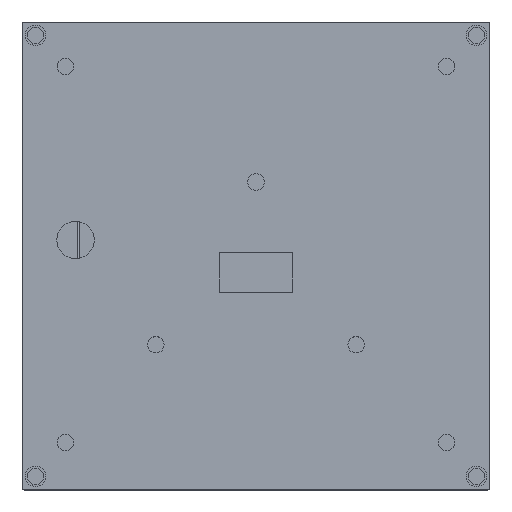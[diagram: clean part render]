
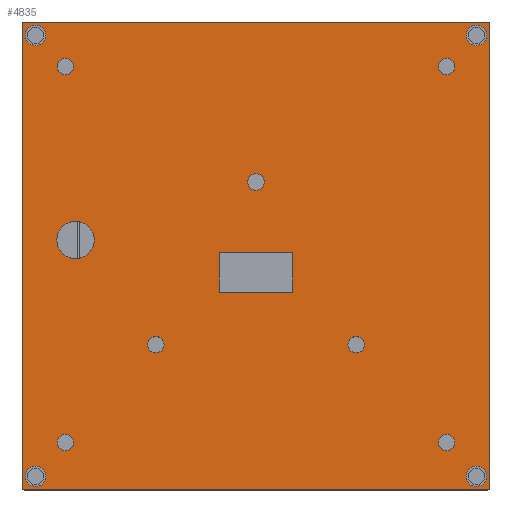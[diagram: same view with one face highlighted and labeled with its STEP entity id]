
A CAD part, top view. The second image highlights one B-rep face of the part: STEP entity #4835.
In plain terms, the highlighted planar face has unit normal (0, 0, 1).
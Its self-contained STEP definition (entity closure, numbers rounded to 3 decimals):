
#72=FACE_BOUND('',#737,.T.);
#73=FACE_BOUND('',#738,.T.);
#74=FACE_BOUND('',#739,.T.);
#75=FACE_BOUND('',#740,.T.);
#76=FACE_BOUND('',#741,.T.);
#77=FACE_BOUND('',#742,.T.);
#78=FACE_BOUND('',#743,.T.);
#79=FACE_BOUND('',#744,.T.);
#80=FACE_BOUND('',#745,.T.);
#81=FACE_BOUND('',#746,.T.);
#82=FACE_BOUND('',#747,.T.);
#83=FACE_BOUND('',#748,.T.);
#84=FACE_BOUND('',#749,.T.);
#199=PLANE('',#5280);
#448=FACE_OUTER_BOUND('',#736,.T.);
#736=EDGE_LOOP('',(#4285,#4286,#4287,#4288,#4289,#4290,#4291,#4292));
#737=EDGE_LOOP('',(#4293));
#738=EDGE_LOOP('',(#4294,#4295,#4296,#4297));
#739=EDGE_LOOP('',(#4298));
#740=EDGE_LOOP('',(#4299));
#741=EDGE_LOOP('',(#4300));
#742=EDGE_LOOP('',(#4301));
#743=EDGE_LOOP('',(#4302));
#744=EDGE_LOOP('',(#4303));
#745=EDGE_LOOP('',(#4304));
#746=EDGE_LOOP('',(#4305));
#747=EDGE_LOOP('',(#4306));
#748=EDGE_LOOP('',(#4307));
#749=EDGE_LOOP('',(#4308));
#1153=LINE('',#7784,#1665);
#1156=LINE('',#7789,#1668);
#1163=LINE('',#7839,#1675);
#1169=LINE('',#7854,#1681);
#1173=LINE('',#7866,#1685);
#1174=LINE('',#7868,#1686);
#1186=LINE('',#7914,#1698);
#1187=LINE('',#7916,#1699);
#1665=VECTOR('',#6342,10.);
#1668=VECTOR('',#6347,10.);
#1675=VECTOR('',#6394,10.);
#1681=VECTOR('',#6410,10.);
#1685=VECTOR('',#6424,10.);
#1686=VECTOR('',#6427,10.);
#1698=VECTOR('',#6485,10.);
#1699=VECTOR('',#6488,10.);
#1968=CIRCLE('',#5226,0.6);
#1985=CIRCLE('',#5246,0.6);
#1986=CIRCLE('',#5248,0.6);
#1987=CIRCLE('',#5251,0.6);
#1988=CIRCLE('',#5253,5.);
#1989=CIRCLE('',#5257,2.2);
#1990=CIRCLE('',#5259,2.2);
#1991=CIRCLE('',#5261,2.2);
#1992=CIRCLE('',#5263,2.2);
#1993=CIRCLE('',#5265,2.2);
#1994=CIRCLE('',#5267,2.2);
#1995=CIRCLE('',#5269,2.2);
#1996=CIRCLE('',#5271,2.74);
#1997=CIRCLE('',#5273,2.74);
#1998=CIRCLE('',#5275,2.74);
#1999=CIRCLE('',#5277,2.74);
#2331=VERTEX_POINT('',#7781);
#2332=VERTEX_POINT('',#7783);
#2333=VERTEX_POINT('',#7787);
#2334=VERTEX_POINT('',#7791);
#2335=VERTEX_POINT('',#7792);
#2356=VERTEX_POINT('',#7838);
#2357=VERTEX_POINT('',#7842);
#2358=VERTEX_POINT('',#7846);
#2359=VERTEX_POINT('',#7847);
#2360=VERTEX_POINT('',#7852);
#2361=VERTEX_POINT('',#7856);
#2362=VERTEX_POINT('',#7860);
#2363=VERTEX_POINT('',#7864);
#2364=VERTEX_POINT('',#7870);
#2365=VERTEX_POINT('',#7874);
#2366=VERTEX_POINT('',#7878);
#2367=VERTEX_POINT('',#7882);
#2368=VERTEX_POINT('',#7886);
#2369=VERTEX_POINT('',#7890);
#2370=VERTEX_POINT('',#7894);
#2371=VERTEX_POINT('',#7898);
#2372=VERTEX_POINT('',#7902);
#2373=VERTEX_POINT('',#7906);
#2374=VERTEX_POINT('',#7910);
#2966=EDGE_CURVE('',#2332,#2331,#1153,.T.);
#2969=EDGE_CURVE('',#2331,#2333,#1156,.T.);
#2970=EDGE_CURVE('',#2334,#2335,#1968,.T.);
#2993=EDGE_CURVE('',#2356,#2335,#1163,.T.);
#2995=EDGE_CURVE('',#2356,#2357,#1985,.T.);
#2997=EDGE_CURVE('',#2358,#2359,#1986,.T.);
#3001=EDGE_CURVE('',#2358,#2360,#1169,.T.);
#3002=EDGE_CURVE('',#2361,#2360,#1987,.T.);
#3004=EDGE_CURVE('',#2362,#2362,#1988,.T.);
#3007=EDGE_CURVE('',#2333,#2363,#1173,.T.);
#3008=EDGE_CURVE('',#2363,#2332,#1174,.T.);
#3009=EDGE_CURVE('',#2364,#2364,#1989,.T.);
#3011=EDGE_CURVE('',#2365,#2365,#1990,.T.);
#3013=EDGE_CURVE('',#2366,#2366,#1991,.T.);
#3015=EDGE_CURVE('',#2367,#2367,#1992,.T.);
#3017=EDGE_CURVE('',#2368,#2368,#1993,.T.);
#3019=EDGE_CURVE('',#2369,#2369,#1994,.T.);
#3021=EDGE_CURVE('',#2370,#2370,#1995,.T.);
#3024=EDGE_CURVE('',#2371,#2371,#1996,.T.);
#3026=EDGE_CURVE('',#2372,#2372,#1997,.T.);
#3028=EDGE_CURVE('',#2373,#2373,#1998,.T.);
#3030=EDGE_CURVE('',#2374,#2374,#1999,.T.);
#3031=EDGE_CURVE('',#2334,#2359,#1186,.T.);
#3032=EDGE_CURVE('',#2361,#2357,#1187,.T.);
#4285=ORIENTED_EDGE('',*,*,#2970,.F.);
#4286=ORIENTED_EDGE('',*,*,#3031,.T.);
#4287=ORIENTED_EDGE('',*,*,#2997,.F.);
#4288=ORIENTED_EDGE('',*,*,#3001,.T.);
#4289=ORIENTED_EDGE('',*,*,#3002,.F.);
#4290=ORIENTED_EDGE('',*,*,#3032,.T.);
#4291=ORIENTED_EDGE('',*,*,#2995,.F.);
#4292=ORIENTED_EDGE('',*,*,#2993,.T.);
#4293=ORIENTED_EDGE('',*,*,#3004,.T.);
#4294=ORIENTED_EDGE('',*,*,#3007,.T.);
#4295=ORIENTED_EDGE('',*,*,#3008,.T.);
#4296=ORIENTED_EDGE('',*,*,#2966,.T.);
#4297=ORIENTED_EDGE('',*,*,#2969,.T.);
#4298=ORIENTED_EDGE('',*,*,#3009,.T.);
#4299=ORIENTED_EDGE('',*,*,#3011,.T.);
#4300=ORIENTED_EDGE('',*,*,#3013,.T.);
#4301=ORIENTED_EDGE('',*,*,#3015,.T.);
#4302=ORIENTED_EDGE('',*,*,#3017,.T.);
#4303=ORIENTED_EDGE('',*,*,#3019,.T.);
#4304=ORIENTED_EDGE('',*,*,#3021,.T.);
#4305=ORIENTED_EDGE('',*,*,#3024,.T.);
#4306=ORIENTED_EDGE('',*,*,#3026,.T.);
#4307=ORIENTED_EDGE('',*,*,#3028,.T.);
#4308=ORIENTED_EDGE('',*,*,#3030,.T.);
#4835=ADVANCED_FACE('',(#448,#72,#73,#74,#75,#76,#77,#78,#79,#80,#81,#82,
#83,#84),#199,.T.);
#5226=AXIS2_PLACEMENT_3D('',#7793,#6350,#6351);
#5246=AXIS2_PLACEMENT_3D('',#7843,#6398,#6399);
#5248=AXIS2_PLACEMENT_3D('',#7848,#6403,#6404);
#5251=AXIS2_PLACEMENT_3D('',#7857,#6413,#6414);
#5253=AXIS2_PLACEMENT_3D('',#7861,#6418,#6419);
#5257=AXIS2_PLACEMENT_3D('',#7871,#6430,#6431);
#5259=AXIS2_PLACEMENT_3D('',#7875,#6435,#6436);
#5261=AXIS2_PLACEMENT_3D('',#7879,#6440,#6441);
#5263=AXIS2_PLACEMENT_3D('',#7883,#6445,#6446);
#5265=AXIS2_PLACEMENT_3D('',#7887,#6450,#6451);
#5267=AXIS2_PLACEMENT_3D('',#7891,#6455,#6456);
#5269=AXIS2_PLACEMENT_3D('',#7895,#6460,#6461);
#5271=AXIS2_PLACEMENT_3D('',#7900,#6466,#6467);
#5273=AXIS2_PLACEMENT_3D('',#7904,#6471,#6472);
#5275=AXIS2_PLACEMENT_3D('',#7908,#6476,#6477);
#5277=AXIS2_PLACEMENT_3D('',#7912,#6481,#6482);
#5280=AXIS2_PLACEMENT_3D('',#7917,#6489,#6490);
#6342=DIRECTION('',(0.,1.,0.));
#6347=DIRECTION('',(1.,0.,0.));
#6350=DIRECTION('center_axis',(0.,0.,-1.));
#6351=DIRECTION('ref_axis',(-0.707,-0.707,0.));
#6394=DIRECTION('',(0.,-1.,0.));
#6398=DIRECTION('center_axis',(0.,0.,-1.));
#6399=DIRECTION('ref_axis',(-0.707,0.707,0.));
#6403=DIRECTION('center_axis',(0.,0.,-1.));
#6404=DIRECTION('ref_axis',(0.707,-0.707,0.));
#6410=DIRECTION('',(0.,1.,0.));
#6413=DIRECTION('center_axis',(0.,0.,-1.));
#6414=DIRECTION('ref_axis',(0.707,0.707,0.));
#6418=DIRECTION('center_axis',(0.,0.,-1.));
#6419=DIRECTION('ref_axis',(-1.,0.,0.));
#6424=DIRECTION('',(0.,-1.,0.));
#6427=DIRECTION('',(-1.,0.,0.));
#6430=DIRECTION('center_axis',(0.,0.,-1.));
#6431=DIRECTION('ref_axis',(1.,0.,0.));
#6435=DIRECTION('center_axis',(0.,0.,-1.));
#6436=DIRECTION('ref_axis',(1.,0.,0.));
#6440=DIRECTION('center_axis',(0.,0.,-1.));
#6441=DIRECTION('ref_axis',(1.,0.,0.));
#6445=DIRECTION('center_axis',(0.,0.,-1.));
#6446=DIRECTION('ref_axis',(1.,0.,0.));
#6450=DIRECTION('center_axis',(0.,0.,-1.));
#6451=DIRECTION('ref_axis',(1.,0.,0.));
#6455=DIRECTION('center_axis',(0.,0.,-1.));
#6456=DIRECTION('ref_axis',(1.,0.,0.));
#6460=DIRECTION('center_axis',(0.,0.,-1.));
#6461=DIRECTION('ref_axis',(1.,0.,0.));
#6466=DIRECTION('center_axis',(0.,0.,-1.));
#6467=DIRECTION('ref_axis',(-1.,0.,0.));
#6471=DIRECTION('center_axis',(0.,0.,-1.));
#6472=DIRECTION('ref_axis',(-1.,0.,0.));
#6476=DIRECTION('center_axis',(0.,0.,-1.));
#6477=DIRECTION('ref_axis',(-1.,0.,0.));
#6481=DIRECTION('center_axis',(0.,0.,-1.));
#6482=DIRECTION('ref_axis',(-1.,0.,0.));
#6485=DIRECTION('',(1.,0.,0.));
#6488=DIRECTION('',(-1.,0.,0.));
#6489=DIRECTION('center_axis',(0.,0.,1.));
#6490=DIRECTION('ref_axis',(-1.,0.,0.));
#7781=CARTESIAN_POINT('',(-9.773,0.864,48.));
#7783=CARTESIAN_POINT('',(-9.773,-9.751,48.));
#7784=CARTESIAN_POINT('',(-9.773,0.432,48.));
#7787=CARTESIAN_POINT('',(9.773,0.864,48.));
#7789=CARTESIAN_POINT('',(4.887,0.864,48.));
#7791=CARTESIAN_POINT('',(-61.9,-62.5,48.));
#7792=CARTESIAN_POINT('',(-62.5,-61.9,48.));
#7793=CARTESIAN_POINT('Origin',(-61.9,-61.9,48.));
#7838=CARTESIAN_POINT('',(-62.5,61.9,48.));
#7839=CARTESIAN_POINT('',(-62.5,62.5,48.));
#7842=CARTESIAN_POINT('',(-61.9,62.5,48.));
#7843=CARTESIAN_POINT('Origin',(-61.9,61.9,48.));
#7846=CARTESIAN_POINT('',(62.5,-61.9,48.));
#7847=CARTESIAN_POINT('',(61.9,-62.5,48.));
#7848=CARTESIAN_POINT('Origin',(61.9,-61.9,48.));
#7852=CARTESIAN_POINT('',(62.5,61.9,48.));
#7854=CARTESIAN_POINT('',(62.5,-62.5,48.));
#7856=CARTESIAN_POINT('',(61.9,62.5,48.));
#7857=CARTESIAN_POINT('Origin',(61.9,61.9,48.));
#7860=CARTESIAN_POINT('',(-43.227,4.249,48.));
#7861=CARTESIAN_POINT('Origin',(-48.227,4.249,48.));
#7864=CARTESIAN_POINT('',(9.773,-9.751,48.));
#7866=CARTESIAN_POINT('',(9.773,-4.876,48.));
#7868=CARTESIAN_POINT('',(-4.887,-9.751,48.));
#7870=CARTESIAN_POINT('',(-53.169,50.627,48.));
#7871=CARTESIAN_POINT('Origin',(-50.969,50.627,48.));
#7874=CARTESIAN_POINT('',(48.769,-49.911,48.));
#7875=CARTESIAN_POINT('Origin',(50.969,-49.911,48.));
#7878=CARTESIAN_POINT('',(48.769,50.627,48.));
#7879=CARTESIAN_POINT('Origin',(50.969,50.627,48.));
#7882=CARTESIAN_POINT('',(-53.169,-49.911,48.));
#7883=CARTESIAN_POINT('Origin',(-50.969,-49.911,48.));
#7886=CARTESIAN_POINT('',(-2.2,19.753,48.));
#7887=CARTESIAN_POINT('Origin',(0.,19.753,48.));
#7890=CARTESIAN_POINT('',(24.573,-23.752,48.));
#7891=CARTESIAN_POINT('Origin',(26.773,-23.752,48.));
#7894=CARTESIAN_POINT('',(-28.973,-23.752,48.));
#7895=CARTESIAN_POINT('Origin',(-26.773,-23.752,48.));
#7898=CARTESIAN_POINT('',(61.667,-58.927,48.));
#7900=CARTESIAN_POINT('Origin',(58.927,-58.927,48.));
#7902=CARTESIAN_POINT('',(-56.188,58.928,48.));
#7904=CARTESIAN_POINT('Origin',(-58.928,58.928,48.));
#7906=CARTESIAN_POINT('',(61.667,58.928,48.));
#7908=CARTESIAN_POINT('Origin',(58.927,58.928,48.));
#7910=CARTESIAN_POINT('',(-56.188,-58.927,48.));
#7912=CARTESIAN_POINT('Origin',(-58.928,-58.927,48.));
#7914=CARTESIAN_POINT('',(-62.5,-62.5,48.));
#7916=CARTESIAN_POINT('',(62.5,62.5,48.));
#7917=CARTESIAN_POINT('Origin',(0.,0.,48.));
